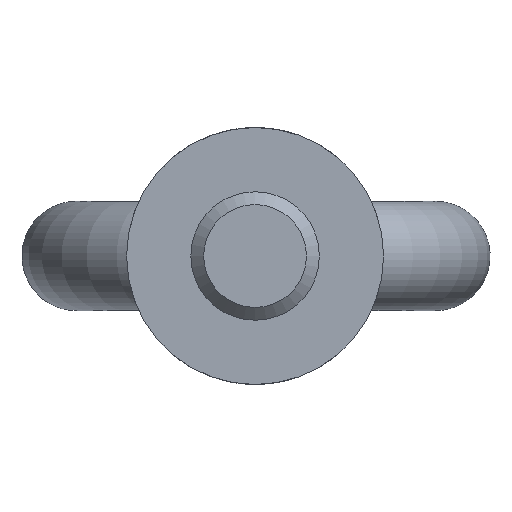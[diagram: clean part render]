
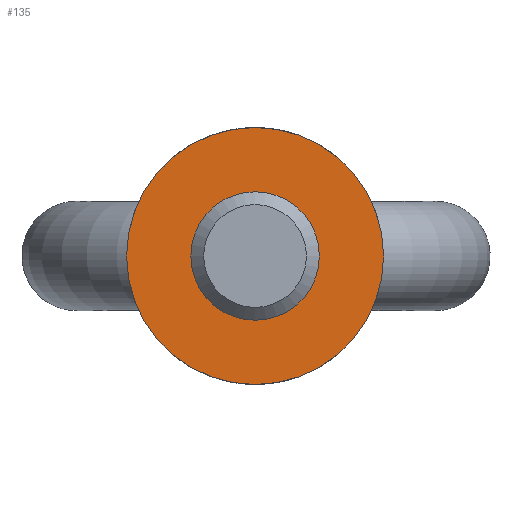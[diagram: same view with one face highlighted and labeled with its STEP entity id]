
A CAD part, front view. The second image highlights one B-rep face of the part: STEP entity #135.
In plain terms, the highlighted planar face has unit normal (0, -1, 0).
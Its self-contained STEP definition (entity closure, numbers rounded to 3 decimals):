
#84=FACE_BOUND('',#210,.T.);
#85=FACE_BOUND('',#211,.T.);
#135=ADVANCED_FACE('',(#84,#85),#164,.F.);
#164=PLANE('',#597);
#210=EDGE_LOOP('',(#317));
#211=EDGE_LOOP('',(#318));
#317=ORIENTED_EDGE('',*,*,#501,.F.);
#318=ORIENTED_EDGE('',*,*,#500,.T.);
#448=VERTEX_POINT('',#1019);
#449=VERTEX_POINT('',#1022);
#500=EDGE_CURVE('',#448,#448,#545,.T.);
#501=EDGE_CURVE('',#449,#449,#546,.T.);
#545=CIRCLE('',#594,10.);
#546=CIRCLE('',#596,20.);
#594=AXIS2_PLACEMENT_3D('',#1018,#676,#677);
#596=AXIS2_PLACEMENT_3D('',#1021,#680,#681);
#597=AXIS2_PLACEMENT_3D('',#1023,#682,#683);
#676=DIRECTION('',(0.,1.,0.));
#677=DIRECTION('',(-1.,0.,0.));
#680=DIRECTION('',(0.,1.,0.));
#681=DIRECTION('',(-1.,0.,0.));
#682=DIRECTION('',(0.,1.,0.));
#683=DIRECTION('',(-1.,0.,0.));
#1018=CARTESIAN_POINT('',(0.,0.,0.));
#1019=CARTESIAN_POINT('',(-10.,0.,0.));
#1021=CARTESIAN_POINT('',(0.,0.,0.));
#1022=CARTESIAN_POINT('',(-20.,0.,0.));
#1023=CARTESIAN_POINT('',(10.,0.,0.));
